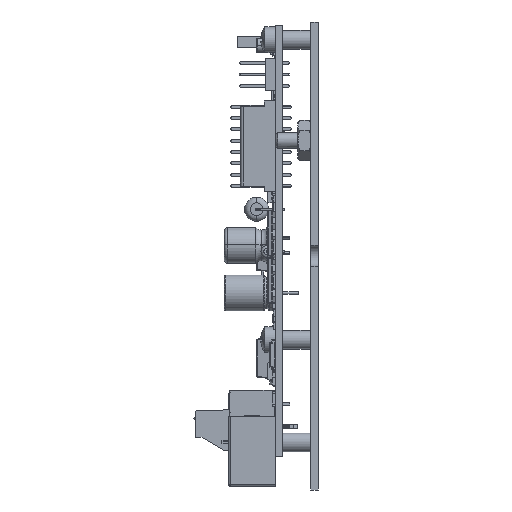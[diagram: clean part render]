
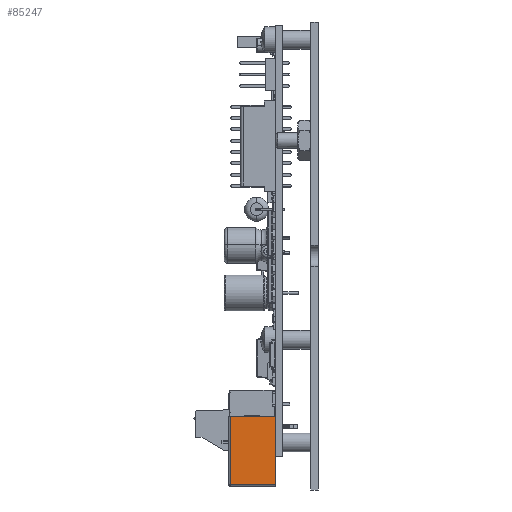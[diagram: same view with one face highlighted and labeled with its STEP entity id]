
A CAD part, left-side view. The second image highlights one B-rep face of the part: STEP entity #85247.
In plain terms, the highlighted face is planar.
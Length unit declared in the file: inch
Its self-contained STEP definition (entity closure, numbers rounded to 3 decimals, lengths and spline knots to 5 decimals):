
#7858=PLANE('',#91737);
#16934=VECTOR('',#110612,1.);
#16939=VECTOR('',#110625,1.);
#16956=VECTOR('',#110645,1.);
#16957=VECTOR('',#110646,1.);
#26107=LINE('',#139624,#16934);
#26112=LINE('',#139640,#16939);
#26129=LINE('',#139672,#16956);
#26130=LINE('',#139674,#16957);
#33638=VERTEX_POINT('',#139623);
#33639=VERTEX_POINT('',#139625);
#33644=VERTEX_POINT('',#139639);
#33657=VERTEX_POINT('',#139673);
#47373=EDGE_CURVE('',#33638,#33639,#26107,.T.);
#47381=EDGE_CURVE('',#33638,#33644,#26112,.T.);
#47398=EDGE_CURVE('',#33644,#33657,#26129,.T.);
#47399=EDGE_CURVE('',#33657,#33639,#26130,.T.);
#70537=ORIENTED_EDGE('',*,*,#47381,.T.);
#70538=ORIENTED_EDGE('',*,*,#47398,.T.);
#70539=ORIENTED_EDGE('',*,*,#47399,.T.);
#70540=ORIENTED_EDGE('',*,*,#47373,.F.);
#75846=EDGE_LOOP('',(#70537,#70538,#70539,#70540));
#80680=FACE_BOUND('',#75846,.T.);
#85247=ADVANCED_FACE('',(#80680),#7858,.T.);
#91737=AXIS2_PLACEMENT_3D('',#139671,#110644,$);
#110612=DIRECTION('',(0.,0.,1.));
#110625=DIRECTION('',(0.,1.,0.));
#110644=DIRECTION('',(1.,0.,0.));
#110645=DIRECTION('',(0.,0.,1.));
#110646=DIRECTION('',(0.,-1.,0.));
#139623=CARTESIAN_POINT('',(0.2305,-0.2065,0.));
#139624=CARTESIAN_POINT('',(0.2305,-0.2065,0.));
#139625=CARTESIAN_POINT('',(0.2305,-0.2065,0.601));
#139639=CARTESIAN_POINT('',(0.2305,0.1905,0.));
#139640=CARTESIAN_POINT('',(0.2305,0.,0.));
#139671=CARTESIAN_POINT('',(0.2305,0.2065,0.));
#139672=CARTESIAN_POINT('',(0.2305,0.1905,0.));
#139673=CARTESIAN_POINT('',(0.2305,0.1905,0.601));
#139674=CARTESIAN_POINT('',(0.2305,0.2065,0.601));
